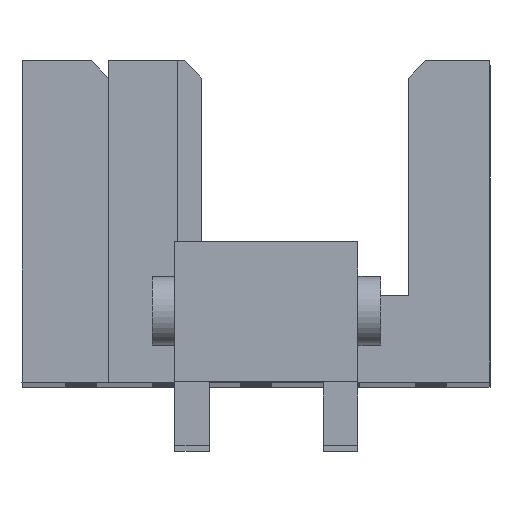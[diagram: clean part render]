
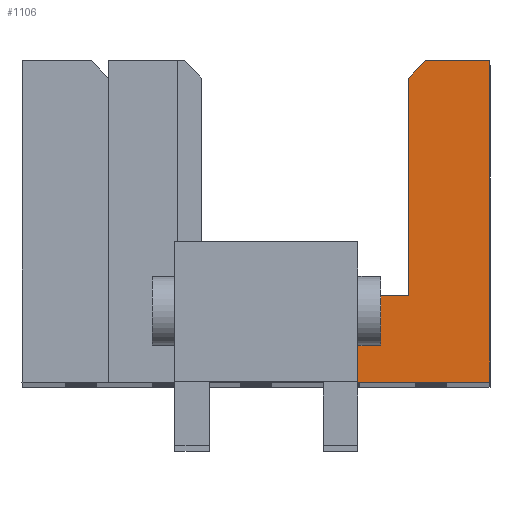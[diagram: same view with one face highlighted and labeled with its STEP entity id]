
A CAD part, top view. The second image highlights one B-rep face of the part: STEP entity #1106.
In plain terms, the highlighted planar face has unit normal (0, 0, 1).
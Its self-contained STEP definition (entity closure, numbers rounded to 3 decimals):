
#224=FACE_BOUND('',#3458,.T.);
#225=FACE_BOUND('',#3459,.T.);
#226=FACE_BOUND('',#3460,.T.);
#1106=ADVANCED_FACE('',(#224,#225,#226),#1834,.T.);
#1834=PLANE('',#16692);
#3458=EDGE_LOOP('',(#7186,#7187,#7188,#7189));
#3459=EDGE_LOOP('',(#7190,#7191,#7192,#7193));
#3460=EDGE_LOOP('',(#7194,#7195,#7196,#7197,#7198,#7199,#7200));
#7186=ORIENTED_EDGE('',*,*,#11374,.T.);
#7187=ORIENTED_EDGE('',*,*,#11329,.T.);
#7188=ORIENTED_EDGE('',*,*,#11333,.T.);
#7189=ORIENTED_EDGE('',*,*,#11334,.T.);
#7190=ORIENTED_EDGE('',*,*,#11396,.T.);
#7191=ORIENTED_EDGE('',*,*,#11384,.T.);
#7192=ORIENTED_EDGE('',*,*,#11387,.T.);
#7193=ORIENTED_EDGE('',*,*,#11389,.T.);
#7194=ORIENTED_EDGE('',*,*,#11572,.T.);
#7195=ORIENTED_EDGE('',*,*,#11573,.T.);
#7196=ORIENTED_EDGE('',*,*,#11574,.F.);
#7197=ORIENTED_EDGE('',*,*,#11575,.T.);
#7198=ORIENTED_EDGE('',*,*,#11571,.F.);
#7199=ORIENTED_EDGE('',*,*,#11524,.F.);
#7200=ORIENTED_EDGE('',*,*,#11520,.F.);
#9255=VERTEX_POINT('',#24132);
#9256=VERTEX_POINT('',#24134);
#9258=VERTEX_POINT('',#24140);
#9259=VERTEX_POINT('',#24144);
#9294=VERTEX_POINT('',#24246);
#9295=VERTEX_POINT('',#24248);
#9297=VERTEX_POINT('',#24253);
#9298=VERTEX_POINT('',#24258);
#9386=VERTEX_POINT('',#24519);
#9387=VERTEX_POINT('',#24521);
#9390=VERTEX_POINT('',#24529);
#9421=VERTEX_POINT('',#24609);
#9426=VERTEX_POINT('',#24624);
#9427=VERTEX_POINT('',#24626);
#9428=VERTEX_POINT('',#24628);
#11329=EDGE_CURVE('',#9256,#9255,#13499,.T.);
#11333=EDGE_CURVE('',#9255,#9258,#13503,.T.);
#11334=EDGE_CURVE('',#9258,#9259,#13504,.T.);
#11374=EDGE_CURVE('',#9259,#9256,#13540,.T.);
#11384=EDGE_CURVE('',#9295,#9294,#13548,.T.);
#11387=EDGE_CURVE('',#9294,#9297,#13551,.T.);
#11389=EDGE_CURVE('',#9297,#9298,#13553,.T.);
#11396=EDGE_CURVE('',#9298,#9295,#13560,.T.);
#11520=EDGE_CURVE('',#9386,#9387,#13684,.T.);
#11524=EDGE_CURVE('',#9387,#9390,#13688,.T.);
#11571=EDGE_CURVE('',#9390,#9421,#13735,.T.);
#11572=EDGE_CURVE('',#9386,#9426,#13736,.T.);
#11573=EDGE_CURVE('',#9426,#9427,#13737,.T.);
#11574=EDGE_CURVE('',#9428,#9427,#13738,.T.);
#11575=EDGE_CURVE('',#9428,#9421,#13739,.T.);
#13499=LINE('',#24133,#15663);
#13503=LINE('',#24141,#15667);
#13504=LINE('',#24143,#15668);
#13540=LINE('',#24227,#15704);
#13548=LINE('',#24247,#15712);
#13551=LINE('',#24254,#15715);
#13553=LINE('',#24257,#15717);
#13560=LINE('',#24270,#15724);
#13684=LINE('',#24520,#15848);
#13688=LINE('',#24528,#15852);
#13735=LINE('',#24621,#15899);
#13736=LINE('',#24623,#15900);
#13737=LINE('',#24625,#15901);
#13738=LINE('',#24627,#15902);
#13739=LINE('',#24629,#15903);
#15663=VECTOR('',#19855,1.);
#15667=VECTOR('',#19861,1.);
#15668=VECTOR('',#19864,1.);
#15704=VECTOR('',#19938,1.);
#15712=VECTOR('',#19956,1.);
#15715=VECTOR('',#19961,1.);
#15717=VECTOR('',#19965,1.);
#15724=VECTOR('',#19978,1.);
#15848=VECTOR('',#20182,1.);
#15852=VECTOR('',#20188,1.);
#15899=VECTOR('',#20255,1.);
#15900=VECTOR('',#20258,1.);
#15901=VECTOR('',#20259,1.);
#15902=VECTOR('',#20260,1.);
#15903=VECTOR('',#20261,1.);
#16692=AXIS2_PLACEMENT_3D('',#24630,#20262,#20263);
#19855=DIRECTION('',(-1.,0.,0.));
#19861=DIRECTION('',(0.,1.,0.));
#19864=DIRECTION('',(1.,0.,0.));
#19938=DIRECTION('',(0.,-1.,0.));
#19956=DIRECTION('',(1.,0.,0.));
#19961=DIRECTION('',(0.,-1.,0.));
#19965=DIRECTION('',(-1.,0.,0.));
#19978=DIRECTION('',(0.,1.,0.));
#20182=DIRECTION('',(1.,0.,0.));
#20188=DIRECTION('',(0.,-1.,0.));
#20255=DIRECTION('',(-1.,0.,0.));
#20258=DIRECTION('',(-0.707,-0.707,0.));
#20259=DIRECTION('',(0.,-1.,0.));
#20260=DIRECTION('',(1.,0.,0.));
#20261=DIRECTION('',(0.,-1.,0.));
#20262=DIRECTION('',(0.,0.,1.));
#20263=DIRECTION('',(1.,0.,0.));
#24132=CARTESIAN_POINT('',(5.8,0.6,85.));
#24133=CARTESIAN_POINT('',(6.35,0.6,85.));
#24134=CARTESIAN_POINT('',(6.35,0.6,85.));
#24140=CARTESIAN_POINT('',(5.8,1.8,85.));
#24141=CARTESIAN_POINT('',(5.8,0.6,85.));
#24143=CARTESIAN_POINT('',(5.8,1.8,85.));
#24144=CARTESIAN_POINT('',(6.35,1.8,85.));
#24227=CARTESIAN_POINT('',(6.35,1.8,85.));
#24246=CARTESIAN_POINT('',(8.35,1.8,85.));
#24247=CARTESIAN_POINT('',(7.8,1.8,85.));
#24248=CARTESIAN_POINT('',(7.8,1.8,85.));
#24253=CARTESIAN_POINT('',(8.35,0.6,85.));
#24254=CARTESIAN_POINT('',(8.35,1.8,85.));
#24257=CARTESIAN_POINT('',(8.35,0.6,85.));
#24258=CARTESIAN_POINT('',(7.8,0.6,85.));
#24270=CARTESIAN_POINT('',(7.8,0.6,85.));
#24519=CARTESIAN_POINT('',(11.68,9.3,85.));
#24520=CARTESIAN_POINT('',(11.68,9.3,85.));
#24521=CARTESIAN_POINT('',(13.55,9.3,85.));
#24528=CARTESIAN_POINT('',(13.55,9.3,85.));
#24529=CARTESIAN_POINT('',(13.55,0.,85.));
#24609=CARTESIAN_POINT('',(5.2,0.,85.));
#24621=CARTESIAN_POINT('',(13.55,0.,85.));
#24623=CARTESIAN_POINT('',(11.68,9.3,85.));
#24624=CARTESIAN_POINT('',(11.18,8.8,85.));
#24625=CARTESIAN_POINT('',(11.18,8.8,85.));
#24626=CARTESIAN_POINT('',(11.18,2.5,85.));
#24627=CARTESIAN_POINT('',(5.2,2.5,85.));
#24628=CARTESIAN_POINT('',(5.2,2.5,85.));
#24629=CARTESIAN_POINT('',(5.2,2.5,85.));
#24630=CARTESIAN_POINT('',(-0.778,-0.565,85.));
